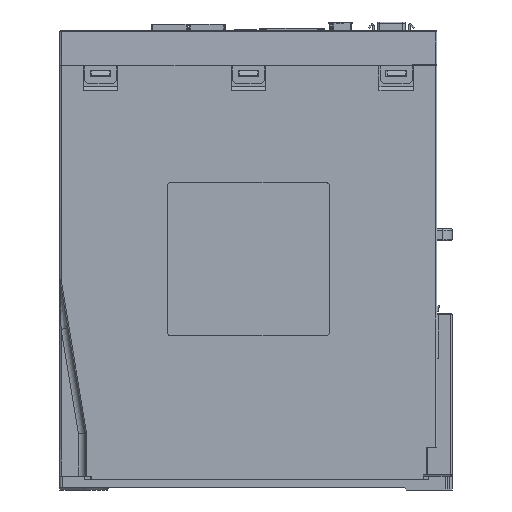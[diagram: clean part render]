
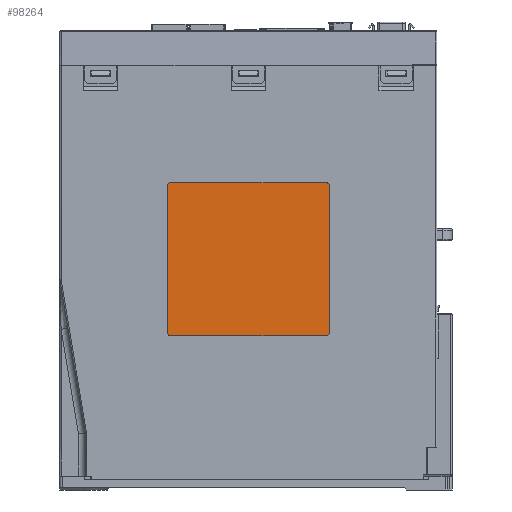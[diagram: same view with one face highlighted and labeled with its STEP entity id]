
A CAD part, left-side view. The second image highlights one B-rep face of the part: STEP entity #98264.
In plain terms, the highlighted planar face has unit normal (-1, 0, 0).
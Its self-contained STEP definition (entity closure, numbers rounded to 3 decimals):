
#34678 = CARTESIAN_POINT ( 'NONE',  ( -165.667, -17.595, -31.5 ) ) ;
#34684 = CARTESIAN_POINT ( 'NONE',  ( -165.667, 50.905, 33. ) ) ;
#34686 = CARTESIAN_POINT ( 'NONE',  ( -165.667, 50.905, -30. ) ) ;
#34688 = CARTESIAN_POINT ( 'NONE',  ( -165.667, -19.095, -30. ) ) ;
#34691 = CARTESIAN_POINT ( 'NONE',  ( -165.667, 49.405, -31.5 ) ) ;
#34694 = CARTESIAN_POINT ( 'NONE',  ( -165.667, 49.405, 34.5 ) ) ;
#34696 = CARTESIAN_POINT ( 'NONE',  ( -165.667, -17.595, 34.5 ) ) ;
#34699 = CARTESIAN_POINT ( 'NONE',  ( -165.667, -19.095, 33. ) ) ;
#72919 = CIRCLE ( 'NONE', #72926, 1.5 ) ;
#72926 = AXIS2_PLACEMENT_3D ( 'NONE', #97947, #97949, #97951 ) ;
#72928 = CIRCLE ( 'NONE', #72932, 1.5 ) ;
#72930 = CIRCLE ( 'NONE', #72947, 1.5 ) ;
#72932 = AXIS2_PLACEMENT_3D ( 'NONE', #97959, #97961, #97962 ) ;
#72934 = CIRCLE ( 'NONE', #72941, 1.5 ) ;
#72941 = AXIS2_PLACEMENT_3D ( 'NONE', #97973, #97975, #97977 ) ;
#72947 = AXIS2_PLACEMENT_3D ( 'NONE', #97987, #97989, #97991 ) ;
#72954 = VECTOR ( 'NONE', #98011, 1000. ) ;
#72965 = VECTOR ( 'NONE', #98061, 1000. ) ;
#72986 = VECTOR ( 'NONE', #98085, 1000. ) ;
#73006 = VECTOR ( 'NONE', #98126, 1000. ) ;
#94793 = EDGE_CURVE ( 'NONE', #142964, #142969, #72919, .T. ) ;
#94799 = EDGE_CURVE ( 'NONE', #142971, #142961, #72928, .T. ) ;
#94806 = EDGE_CURVE ( 'NONE', #142977, #142974, #72934, .T. ) ;
#94813 = EDGE_CURVE ( 'NONE', #142955, #142966, #72930, .T. ) ;
#94826 = EDGE_CURVE ( 'NONE', #142969, #142955, #98003, .T. ) ;
#94854 = EDGE_CURVE ( 'NONE', #142966, #142977, #98049, .T. ) ;
#94868 = EDGE_CURVE ( 'NONE', #142974, #142971, #98077, .T. ) ;
#94888 = EDGE_CURVE ( 'NONE', #142961, #142964, #98114, .T. ) ;
#97947 = CARTESIAN_POINT ( 'NONE',  ( -165.667, 49.405, -30. ) ) ;
#97949 = DIRECTION ( 'NONE',  ( -1., 0., 0. ) ) ;
#97951 = DIRECTION ( 'NONE',  ( 0., 0., 1. ) ) ;
#97959 = CARTESIAN_POINT ( 'NONE',  ( -165.667, 49.405, 33. ) ) ;
#97961 = DIRECTION ( 'NONE',  ( -1., 0., 0. ) ) ;
#97962 = DIRECTION ( 'NONE',  ( 0., 0., 1. ) ) ;
#97973 = CARTESIAN_POINT ( 'NONE',  ( -165.667, -17.595, 33. ) ) ;
#97975 = DIRECTION ( 'NONE',  ( -1., 0., 0. ) ) ;
#97977 = DIRECTION ( 'NONE',  ( 0., 0., 1. ) ) ;
#97987 = CARTESIAN_POINT ( 'NONE',  ( -165.667, -17.595, -30. ) ) ;
#97989 = DIRECTION ( 'NONE',  ( -1., 0., 0. ) ) ;
#97991 = DIRECTION ( 'NONE',  ( 0., 0., 1. ) ) ;
#98003 = LINE ( 'NONE', #98008, #72954 ) ;
#98008 = CARTESIAN_POINT ( 'NONE',  ( -165.667, -19.095, -31.5 ) ) ;
#98011 = DIRECTION ( 'NONE',  ( 0., -1., 0. ) ) ;
#98047 = CARTESIAN_POINT ( 'NONE',  ( -165.667, -19.095, -31.5 ) ) ;
#98049 = LINE ( 'NONE', #98047, #72965 ) ;
#98061 = DIRECTION ( 'NONE',  ( 0., 0., 1. ) ) ;
#98074 = CARTESIAN_POINT ( 'NONE',  ( -165.667, -19.095, 34.5 ) ) ;
#98077 = LINE ( 'NONE', #98074, #72986 ) ;
#98085 = DIRECTION ( 'NONE',  ( 0., 1., 0. ) ) ;
#98114 = LINE ( 'NONE', #98116, #73006 ) ;
#98116 = CARTESIAN_POINT ( 'NONE',  ( -165.667, 50.905, -31.5 ) ) ;
#98126 = DIRECTION ( 'NONE',  ( 0., 0., -1. ) ) ;
#98264 = ADVANCED_FACE ( 'NONE', ( #215331 ), #215333, .T. ) ;
#105509 = EDGE_LOOP ( 'NONE', ( #134784, #134785, #134786, #134787, #134788, #134789, #134790, #134791 ) ) ;
#134784 = ORIENTED_EDGE ( 'NONE', *, *, #94826, .T. ) ;
#134785 = ORIENTED_EDGE ( 'NONE', *, *, #94813, .T. ) ;
#134786 = ORIENTED_EDGE ( 'NONE', *, *, #94854, .T. ) ;
#134787 = ORIENTED_EDGE ( 'NONE', *, *, #94806, .T. ) ;
#134788 = ORIENTED_EDGE ( 'NONE', *, *, #94868, .T. ) ;
#134789 = ORIENTED_EDGE ( 'NONE', *, *, #94799, .T. ) ;
#134790 = ORIENTED_EDGE ( 'NONE', *, *, #94888, .T. ) ;
#134791 = ORIENTED_EDGE ( 'NONE', *, *, #94793, .T. ) ;
#138728 = AXIS2_PLACEMENT_3D ( 'NONE', #215314, #215337, #215339 ) ;
#142955 = VERTEX_POINT ( 'NONE', #34678 ) ;
#142961 = VERTEX_POINT ( 'NONE', #34684 ) ;
#142964 = VERTEX_POINT ( 'NONE', #34686 ) ;
#142966 = VERTEX_POINT ( 'NONE', #34688 ) ;
#142969 = VERTEX_POINT ( 'NONE', #34691 ) ;
#142971 = VERTEX_POINT ( 'NONE', #34694 ) ;
#142974 = VERTEX_POINT ( 'NONE', #34696 ) ;
#142977 = VERTEX_POINT ( 'NONE', #34699 ) ;
#215314 = CARTESIAN_POINT ( 'NONE',  ( -165.667, 50.905, 34.5 ) ) ;
#215331 = FACE_OUTER_BOUND ( 'NONE', #105509, .T. ) ;
#215333 = PLANE ( 'NONE',  #138728 ) ;
#215337 = DIRECTION ( 'NONE',  ( -1., 0., 0. ) ) ;
#215339 = DIRECTION ( 'NONE',  ( 0., 0., 1. ) ) ;
